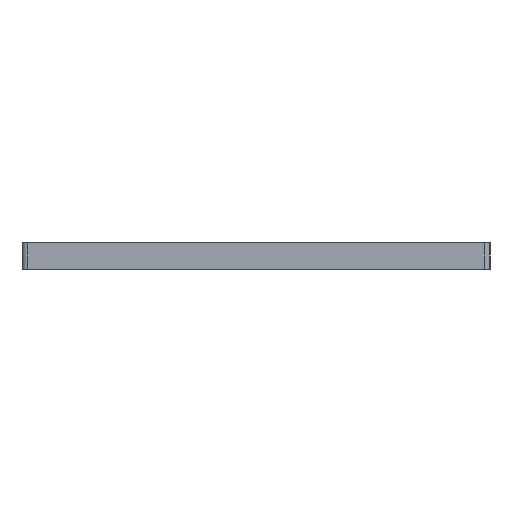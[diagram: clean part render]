
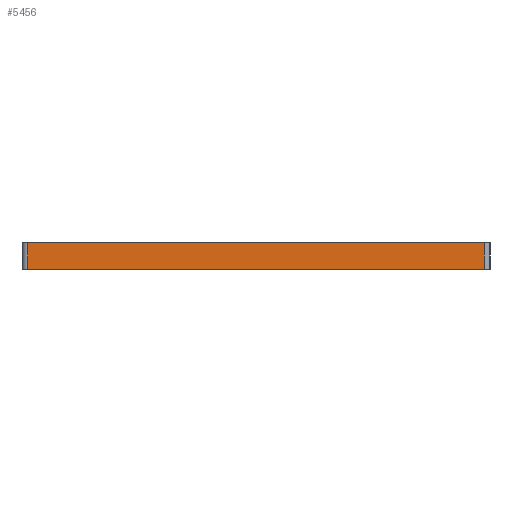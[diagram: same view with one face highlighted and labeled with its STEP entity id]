
A CAD part, left-side view. The second image highlights one B-rep face of the part: STEP entity #5456.
In plain terms, the highlighted planar face has unit normal (-1, 0, 0).
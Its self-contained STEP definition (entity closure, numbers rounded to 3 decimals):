
#1014=FACE_OUTER_BOUND('',#1337,.T.);
#1337=EDGE_LOOP('',(#5018,#5019,#5020,#5021));
#1358=LINE('',#7030,#1780);
#1640=LINE('',#9107,#2062);
#1763=LINE('',#9545,#2185);
#1764=LINE('',#9547,#2186);
#1780=VECTOR('',#5876,10.);
#2062=VECTOR('',#6400,10.);
#2185=VECTOR('',#6867,10.);
#2186=VECTOR('',#6870,10.);
#2370=VERTEX_POINT('',#7016);
#2376=VERTEX_POINT('',#7028);
#2721=VERTEX_POINT('',#9104);
#2722=VERTEX_POINT('',#9106);
#2873=EDGE_CURVE('',#2370,#2376,#1358,.T.);
#3381=EDGE_CURVE('',#2721,#2722,#1640,.T.);
#3596=EDGE_CURVE('',#2370,#2721,#1763,.T.);
#3597=EDGE_CURVE('',#2722,#2376,#1764,.T.);
#5018=ORIENTED_EDGE('',*,*,#2873,.T.);
#5019=ORIENTED_EDGE('',*,*,#3597,.F.);
#5020=ORIENTED_EDGE('',*,*,#3381,.F.);
#5021=ORIENTED_EDGE('',*,*,#3596,.F.);
#5198=PLANE('',#5795);
#5456=ADVANCED_FACE('',(#1014),#5198,.T.);
#5795=AXIS2_PLACEMENT_3D('',#9546,#6868,#6869);
#5876=DIRECTION('',(0.,-1.,0.));
#6400=DIRECTION('',(0.,-1.,0.));
#6867=DIRECTION('',(0.,0.,1.));
#6868=DIRECTION('center_axis',(-1.,0.,0.));
#6869=DIRECTION('ref_axis',(0.,1.,0.));
#6870=DIRECTION('',(0.,0.,-1.));
#7016=CARTESIAN_POINT('',(-275.,83.,-9.5));
#7028=CARTESIAN_POINT('',(-275.,-83.,-9.5));
#7030=CARTESIAN_POINT('',(-275.,-42.5,-9.5));
#9104=CARTESIAN_POINT('',(-275.,83.,0.));
#9106=CARTESIAN_POINT('',(-275.,-83.,0.));
#9107=CARTESIAN_POINT('',(-275.,85.,0.));
#9545=CARTESIAN_POINT('',(-275.,83.,0.));
#9546=CARTESIAN_POINT('Origin',(-275.,-85.,0.));
#9547=CARTESIAN_POINT('',(-275.,-83.,0.));
